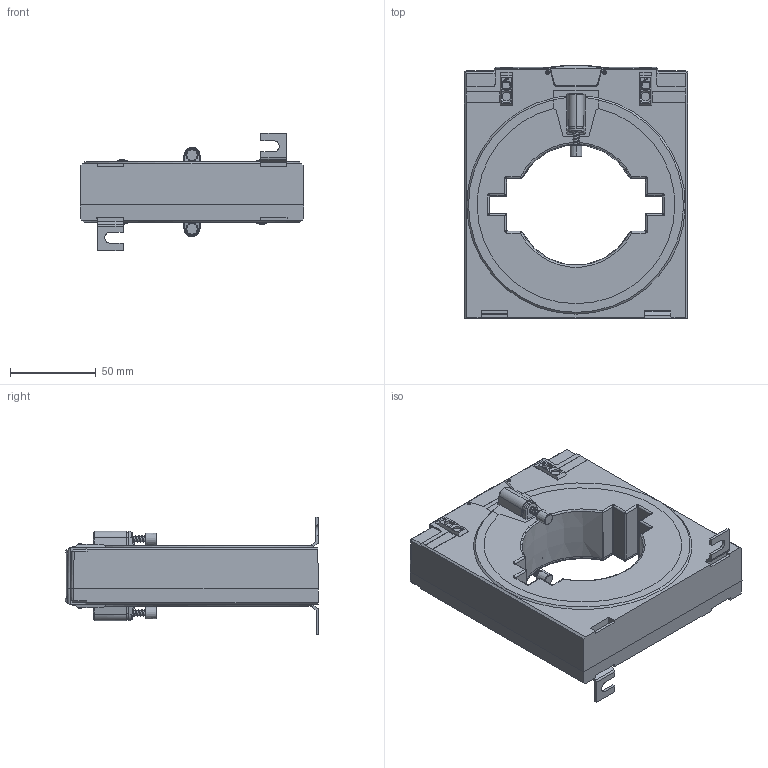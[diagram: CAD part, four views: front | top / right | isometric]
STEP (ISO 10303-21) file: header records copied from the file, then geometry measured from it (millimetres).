
FILE_DESCRIPTION (( 'STEP AP214' ), '1' );
FILE_NAME ('CTB101.35.STEP', '2012-01-24T15:20:52', ( 'User' ), ( 'EnDeCo GmbH' ), 'SwSTEP 2.0', 'SolidWorks 2010', '' );
FILE_SCHEMA (( 'AUTOMOTIVE_DESIGN' ));
Length unit declared in the file: millimetre
Products named in the file (1): CTB101.35
Bounding box: 130 x 147.6 x 68.2 mm (x, y, z)
Volume: 497135.8 mm3; surface area: 74806.9 mm2
Topology: 9 solids, 27 shells, 1237 faces, 3156 edges, 1998 vertices
Faces by surface type: plane 778, cylinder 209, bspline 122, cone 114, sphere 10, torus 4
Entity records: 57462 total; most frequent: CARTESIAN_POINT 15721, ORIENTED_EDGE 6280, DIRECTION 5102, EDGE_CURVE 3140, VECTOR 2112, LINE 2112, VERTEX_POINT 1998, AXIS2_PLACEMENT_3D 1495
